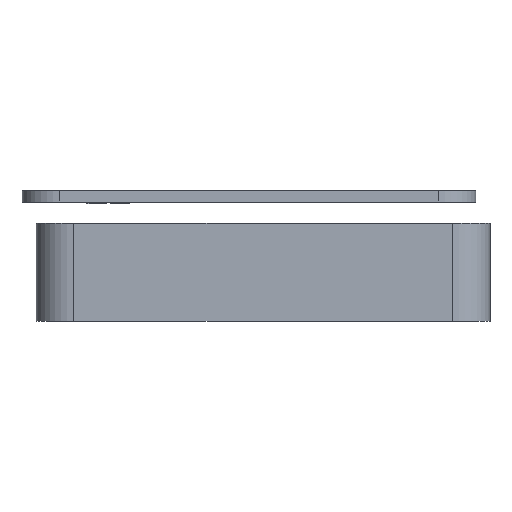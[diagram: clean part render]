
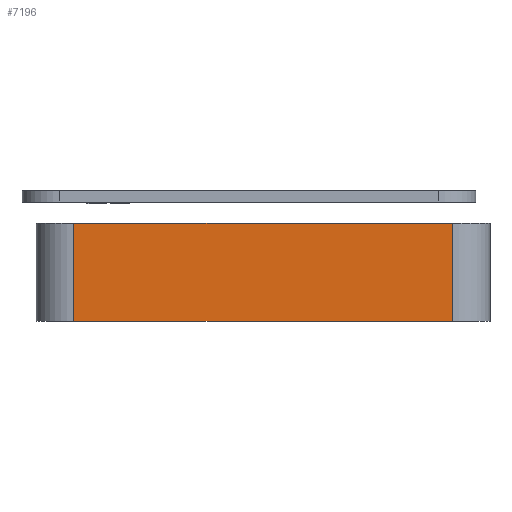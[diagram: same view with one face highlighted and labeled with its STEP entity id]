
A CAD part, left-side view. The second image highlights one B-rep face of the part: STEP entity #7196.
In plain terms, the highlighted planar face has unit normal (-1, 0, 0).
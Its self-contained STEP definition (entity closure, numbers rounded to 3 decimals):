
#746=PLANE('',#7642);
#904=FACE_OUTER_BOUND('',#1314,.T.);
#1314=EDGE_LOOP('',(#4970,#4971,#4972,#4973));
#1760=LINE('',#9016,#2375);
#1768=LINE('',#9033,#2383);
#1784=LINE('',#9082,#2399);
#1785=LINE('',#9085,#2400);
#2375=VECTOR('',#7889,10.);
#2383=VECTOR('',#7901,10.);
#2399=VECTOR('',#7945,10.);
#2400=VECTOR('',#7950,10.);
#3053=VERTEX_POINT('',#9009);
#3056=VERTEX_POINT('',#9014);
#3063=VERTEX_POINT('',#9032);
#3082=VERTEX_POINT('',#9081);
#3802=EDGE_CURVE('',#3056,#3053,#1760,.T.);
#3810=EDGE_CURVE('',#3053,#3063,#1768,.T.);
#3835=EDGE_CURVE('',#3063,#3082,#1784,.T.);
#3837=EDGE_CURVE('',#3082,#3056,#1785,.T.);
#4970=ORIENTED_EDGE('',*,*,#3802,.F.);
#4971=ORIENTED_EDGE('',*,*,#3837,.F.);
#4972=ORIENTED_EDGE('',*,*,#3835,.F.);
#4973=ORIENTED_EDGE('',*,*,#3810,.F.);
#7196=ADVANCED_FACE('',(#904),#746,.T.);
#7642=AXIS2_PLACEMENT_3D('',#9084,#7948,#7949);
#7889=DIRECTION('',(0.,0.,1.));
#7901=DIRECTION('',(0.,-1.,0.));
#7945=DIRECTION('',(0.,0.,-1.));
#7948=DIRECTION('center_axis',(-1.,0.,0.));
#7949=DIRECTION('ref_axis',(0.,-1.,0.));
#7950=DIRECTION('',(0.,1.,0.));
#9009=CARTESIAN_POINT('',(-57.448,76.943,13.));
#9014=CARTESIAN_POINT('',(-57.448,76.943,0.));
#9016=CARTESIAN_POINT('',(-57.448,76.943,0.));
#9032=CARTESIAN_POINT('',(-57.448,26.743,13.));
#9033=CARTESIAN_POINT('',(-57.448,21.743,13.));
#9081=CARTESIAN_POINT('',(-57.448,26.743,0.));
#9082=CARTESIAN_POINT('',(-57.448,26.743,0.));
#9084=CARTESIAN_POINT('Origin',(-57.448,81.943,0.));
#9085=CARTESIAN_POINT('',(-57.448,21.743,0.));
